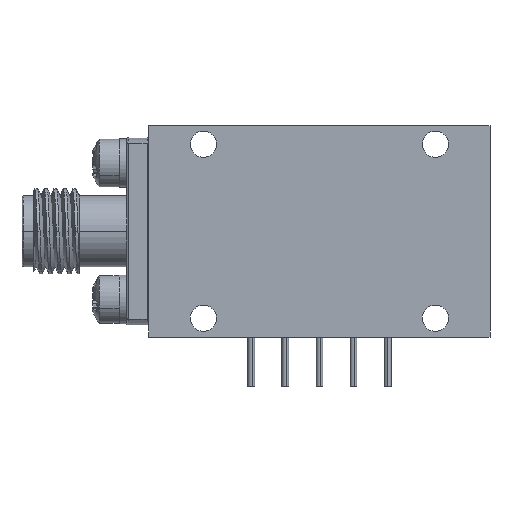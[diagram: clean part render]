
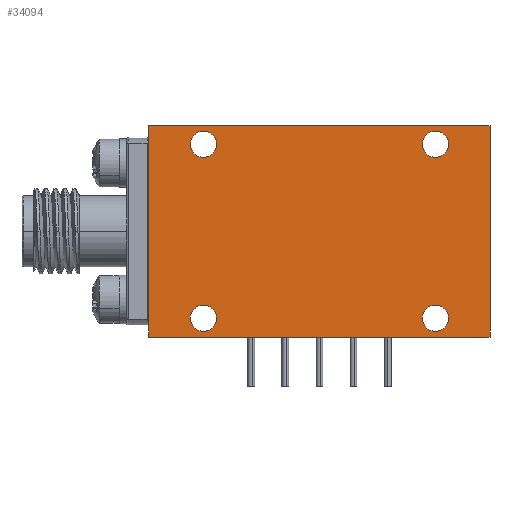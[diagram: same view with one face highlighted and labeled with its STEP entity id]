
A CAD part, front view. The second image highlights one B-rep face of the part: STEP entity #34094.
In plain terms, the highlighted planar face has unit normal (0, -1, 0).
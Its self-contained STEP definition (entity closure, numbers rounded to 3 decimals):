
#469 = DIRECTION ( 'NONE',  ( 0., 1., 0. ) ) ;
#529 = VERTEX_POINT ( 'NONE', #27493 ) ;
#2050 = DIRECTION ( 'NONE',  ( 0., 0., 1. ) ) ;
#2536 = CARTESIAN_POINT ( 'NONE',  ( 0., 0., 15.748 ) ) ;
#2703 = CIRCLE ( 'NONE', #8165, 0.978 ) ;
#3156 = ORIENTED_EDGE ( 'NONE', *, *, #19457, .T. ) ;
#3448 = AXIS2_PLACEMENT_3D ( 'NONE', #6762, #6349, #35898 ) ;
#3934 = DIRECTION ( 'NONE',  ( 0., 0., 1. ) ) ;
#4112 = EDGE_CURVE ( 'NONE', #23902, #35351, #27164, .T. ) ;
#4155 = AXIS2_PLACEMENT_3D ( 'NONE', #9870, #25150, #2050 ) ;
#4327 = FACE_BOUND ( 'NONE', #21849, .T. ) ;
#4339 = ORIENTED_EDGE ( 'NONE', *, *, #22295, .F. ) ;
#4453 = DIRECTION ( 'NONE',  ( 0., 0., 1. ) ) ;
#4747 = EDGE_CURVE ( 'NONE', #18029, #30830, #22619, .T. ) ;
#4776 = DIRECTION ( 'NONE',  ( 0., 0., 1. ) ) ;
#5325 = ORIENTED_EDGE ( 'NONE', *, *, #35187, .T. ) ;
#5393 = DIRECTION ( 'NONE',  ( 0., 1., 0. ) ) ;
#5742 = DIRECTION ( 'NONE',  ( 0., 1., 0. ) ) ;
#6286 = CARTESIAN_POINT ( 'NONE',  ( 4.064, 0., 1.397 ) ) ;
#6349 = DIRECTION ( 'NONE',  ( 0., 1., 0. ) ) ;
#6762 = CARTESIAN_POINT ( 'NONE',  ( 21.336, 0., 14.351 ) ) ;
#7369 = CARTESIAN_POINT ( 'NONE',  ( 25.4, 0., 0. ) ) ;
#8165 = AXIS2_PLACEMENT_3D ( 'NONE', #10366, #36084, #3934 ) ;
#8441 = CIRCLE ( 'NONE', #12566, 0.978 ) ;
#8593 = AXIS2_PLACEMENT_3D ( 'NONE', #6286, #23175, #22952 ) ;
#8630 = VECTOR ( 'NONE', #26172, 1000. ) ;
#8809 = ORIENTED_EDGE ( 'NONE', *, *, #9537, .T. ) ;
#9537 = EDGE_CURVE ( 'NONE', #40377, #529, #8441, .T. ) ;
#9645 = VERTEX_POINT ( 'NONE', #38534 ) ;
#9870 = CARTESIAN_POINT ( 'NONE',  ( 4.064, 0., 1.397 ) ) ;
#9873 = LINE ( 'NONE', #35609, #8630 ) ;
#10366 = CARTESIAN_POINT ( 'NONE',  ( 21.336, 0., 1.397 ) ) ;
#10965 = DIRECTION ( 'NONE',  ( 0., 0., 1. ) ) ;
#11095 = CARTESIAN_POINT ( 'NONE',  ( 21.336, 0., 1.397 ) ) ;
#12566 = AXIS2_PLACEMENT_3D ( 'NONE', #22228, #5742, #14981 ) ;
#13762 = FACE_BOUND ( 'NONE', #36883, .T. ) ;
#13865 = ORIENTED_EDGE ( 'NONE', *, *, #27786, .T. ) ;
#13870 = CARTESIAN_POINT ( 'NONE',  ( 4.064, 0., 0.419 ) ) ;
#13963 = FACE_BOUND ( 'NONE', #22205, .T. ) ;
#14177 = CARTESIAN_POINT ( 'NONE',  ( 0., 0., 0. ) ) ;
#14438 = CARTESIAN_POINT ( 'NONE',  ( 25.4, 0., 0. ) ) ;
#14981 = DIRECTION ( 'NONE',  ( 0., 0., 1. ) ) ;
#15319 = CARTESIAN_POINT ( 'NONE',  ( 25.4, 0., 15.748 ) ) ;
#15586 = CARTESIAN_POINT ( 'NONE',  ( 21.336, 0., 0.419 ) ) ;
#15744 = CIRCLE ( 'NONE', #36983, 0.978 ) ;
#16028 = DIRECTION ( 'NONE',  ( 0., 1., 0. ) ) ;
#16151 = VECTOR ( 'NONE', #39684, 1000. ) ;
#16208 = AXIS2_PLACEMENT_3D ( 'NONE', #31911, #16028, #35336 ) ;
#16304 = ORIENTED_EDGE ( 'NONE', *, *, #4747, .T. ) ;
#16362 = ORIENTED_EDGE ( 'NONE', *, *, #25148, .T. ) ;
#17191 = EDGE_CURVE ( 'NONE', #30830, #18029, #27742, .T. ) ;
#18026 = CARTESIAN_POINT ( 'NONE',  ( 4.064, 0., 14.351 ) ) ;
#18029 = VERTEX_POINT ( 'NONE', #32586 ) ;
#18896 = ORIENTED_EDGE ( 'NONE', *, *, #17191, .T. ) ;
#19457 = EDGE_CURVE ( 'NONE', #35351, #23902, #23959, .T. ) ;
#19523 = VERTEX_POINT ( 'NONE', #20024 ) ;
#20024 = CARTESIAN_POINT ( 'NONE',  ( 21.336, 0., 2.375 ) ) ;
#20136 = CARTESIAN_POINT ( 'NONE',  ( 0., 0., 15.748 ) ) ;
#20701 = LINE ( 'NONE', #39814, #42384 ) ;
#21849 = EDGE_LOOP ( 'NONE', ( #16304, #18896 ) ) ;
#22205 = EDGE_LOOP ( 'NONE', ( #3156, #34979 ) ) ;
#22228 = CARTESIAN_POINT ( 'NONE',  ( 4.064, 0., 14.351 ) ) ;
#22260 = EDGE_CURVE ( 'NONE', #28652, #25273, #22518, .T. ) ;
#22295 = EDGE_CURVE ( 'NONE', #9645, #28652, #9873, .T. ) ;
#22518 = LINE ( 'NONE', #20136, #16151 ) ;
#22619 = CIRCLE ( 'NONE', #4155, 0.978 ) ;
#22891 = AXIS2_PLACEMENT_3D ( 'NONE', #11095, #30173, #4453 ) ;
#22952 = DIRECTION ( 'NONE',  ( 0., 0., 1. ) ) ;
#23175 = DIRECTION ( 'NONE',  ( 0., 1., 0. ) ) ;
#23515 = ORIENTED_EDGE ( 'NONE', *, *, #38199, .T. ) ;
#23587 = FACE_OUTER_BOUND ( 'NONE', #27604, .T. ) ;
#23621 = DIRECTION ( 'NONE',  ( 0., 0., 1. ) ) ;
#23902 = VERTEX_POINT ( 'NONE', #36885 ) ;
#23959 = CIRCLE ( 'NONE', #3448, 0.978 ) ;
#24229 = VERTEX_POINT ( 'NONE', #15586 ) ;
#25087 = ORIENTED_EDGE ( 'NONE', *, *, #31204, .T. ) ;
#25148 = EDGE_CURVE ( 'NONE', #9645, #35930, #20701, .T. ) ;
#25150 = DIRECTION ( 'NONE',  ( 0., 1., 0. ) ) ;
#25273 = VERTEX_POINT ( 'NONE', #15319 ) ;
#26172 = DIRECTION ( 'NONE',  ( 0., 0., 1. ) ) ;
#27164 = CIRCLE ( 'NONE', #16208, 0.978 ) ;
#27493 = CARTESIAN_POINT ( 'NONE',  ( 4.064, 0., 13.373 ) ) ;
#27604 = EDGE_LOOP ( 'NONE', ( #4339, #16362, #5325, #35143 ) ) ;
#27742 = CIRCLE ( 'NONE', #8593, 0.978 ) ;
#27786 = EDGE_CURVE ( 'NONE', #24229, #19523, #2703, .T. ) ;
#28652 = VERTEX_POINT ( 'NONE', #2536 ) ;
#28755 = CARTESIAN_POINT ( 'NONE',  ( 21.336, 0., 15.329 ) ) ;
#29821 = FACE_BOUND ( 'NONE', #30336, .T. ) ;
#29991 = CARTESIAN_POINT ( 'NONE',  ( 4.064, 0., 15.329 ) ) ;
#30173 = DIRECTION ( 'NONE',  ( 0., 1., 0. ) ) ;
#30253 = PLANE ( 'NONE',  #35441 ) ;
#30336 = EDGE_LOOP ( 'NONE', ( #8809, #25087 ) ) ;
#30495 = LINE ( 'NONE', #7369, #40516 ) ;
#30557 = DIRECTION ( 'NONE',  ( 1., 0., 0. ) ) ;
#30830 = VERTEX_POINT ( 'NONE', #13870 ) ;
#31204 = EDGE_CURVE ( 'NONE', #529, #40377, #15744, .T. ) ;
#31911 = CARTESIAN_POINT ( 'NONE',  ( 21.336, 0., 14.351 ) ) ;
#32586 = CARTESIAN_POINT ( 'NONE',  ( 4.064, 0., 2.375 ) ) ;
#34094 = ADVANCED_FACE ( 'NONE', ( #23587, #13762, #13963, #29821, #4327 ), #30253, .F. ) ;
#34979 = ORIENTED_EDGE ( 'NONE', *, *, #4112, .T. ) ;
#35143 = ORIENTED_EDGE ( 'NONE', *, *, #22260, .F. ) ;
#35187 = EDGE_CURVE ( 'NONE', #35930, #25273, #30495, .T. ) ;
#35336 = DIRECTION ( 'NONE',  ( 0., 0., 1. ) ) ;
#35351 = VERTEX_POINT ( 'NONE', #28755 ) ;
#35441 = AXIS2_PLACEMENT_3D ( 'NONE', #14177, #469, #10965 ) ;
#35609 = CARTESIAN_POINT ( 'NONE',  ( 0., 0., 0. ) ) ;
#35898 = DIRECTION ( 'NONE',  ( 0., 0., 1. ) ) ;
#35930 = VERTEX_POINT ( 'NONE', #14438 ) ;
#36084 = DIRECTION ( 'NONE',  ( 0., 1., 0. ) ) ;
#36883 = EDGE_LOOP ( 'NONE', ( #23515, #13865 ) ) ;
#36885 = CARTESIAN_POINT ( 'NONE',  ( 21.336, 0., 13.373 ) ) ;
#36983 = AXIS2_PLACEMENT_3D ( 'NONE', #18026, #5393, #4776 ) ;
#38199 = EDGE_CURVE ( 'NONE', #19523, #24229, #41402, .T. ) ;
#38534 = CARTESIAN_POINT ( 'NONE',  ( 0., 0., 0. ) ) ;
#39684 = DIRECTION ( 'NONE',  ( 1., 0., 0. ) ) ;
#39814 = CARTESIAN_POINT ( 'NONE',  ( 0., 0., 0. ) ) ;
#40377 = VERTEX_POINT ( 'NONE', #29991 ) ;
#40516 = VECTOR ( 'NONE', #23621, 1000. ) ;
#41402 = CIRCLE ( 'NONE', #22891, 0.978 ) ;
#42384 = VECTOR ( 'NONE', #30557, 1000. ) ;
